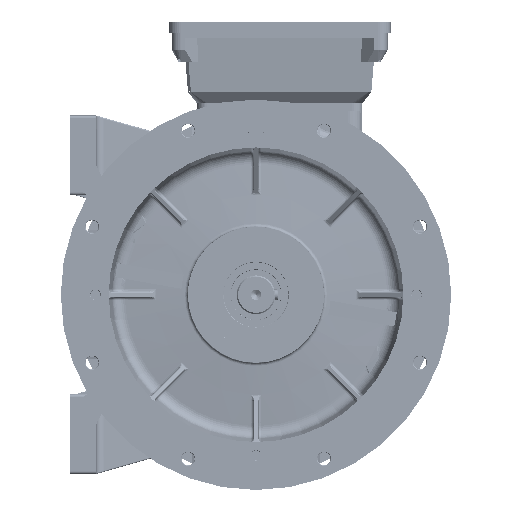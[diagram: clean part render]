
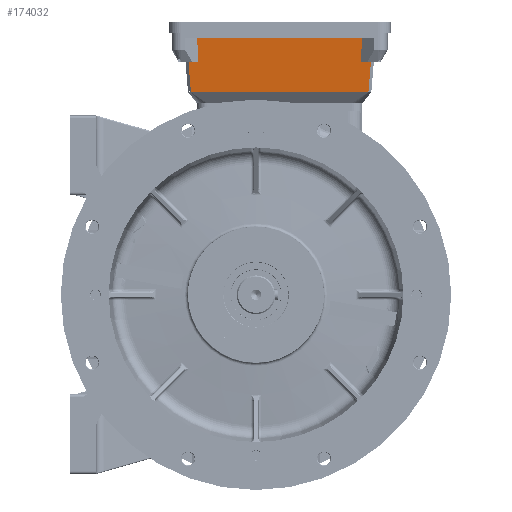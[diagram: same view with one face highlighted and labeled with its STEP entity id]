
A CAD part, left-side view. The second image highlights one B-rep face of the part: STEP entity #174032.
In plain terms, the highlighted face is planar.
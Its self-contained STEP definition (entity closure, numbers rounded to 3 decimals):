
#1342 = DIRECTION ( 'NONE',  ( -0.082, 0.082, -0.993 ) ) ;
#4262 = CARTESIAN_POINT ( 'NONE',  ( 297.5, -20.58, 97.7 ) ) ;
#4641 = ORIENTED_EDGE ( 'NONE', *, *, #250137, .F. ) ;
#7236 = LINE ( 'NONE', #4262, #218004 ) ;
#8018 = CARTESIAN_POINT ( 'NONE',  ( 0.127, -22.5, 121. ) ) ;
#16779 = ORIENTED_EDGE ( 'NONE', *, *, #156645, .F. ) ;
#17523 = ORIENTED_EDGE ( 'NONE', *, *, #232413, .T. ) ;
#27197 = VERTEX_POINT ( 'NONE', #8018 ) ;
#28513 = VERTEX_POINT ( 'NONE', #73741 ) ;
#32867 = ORIENTED_EDGE ( 'NONE', *, *, #190118, .F. ) ;
#36891 = CARTESIAN_POINT ( 'NONE',  ( 290., -15., 30. ) ) ;
#51434 = EDGE_LOOP ( 'NONE', ( #98010, #111954, #120140, #17523, #4641, #149958, #16779, #32867 ) ) ;
#56465 = CARTESIAN_POINT ( 'NONE',  ( 297.5, -22.5, 121. ) ) ;
#57858 = EDGE_CURVE ( 'NONE', #28513, #75524, #229405, .T. ) ;
#60916 = PLANE ( 'NONE',  #159935 ) ;
#73741 = CARTESIAN_POINT ( 'NONE',  ( -10., -15., 30. ) ) ;
#75524 = VERTEX_POINT ( 'NONE', #109437 ) ;
#87773 = DIRECTION ( 'NONE',  ( -1., 0., 0. ) ) ;
#88962 = VECTOR ( 'NONE', #87773, 1000. ) ;
#92852 = CARTESIAN_POINT ( 'NONE',  ( 279.991, -22.618, 122.433 ) ) ;
#98010 = ORIENTED_EDGE ( 'NONE', *, *, #129105, .F. ) ;
#101323 = VERTEX_POINT ( 'NONE', #183256 ) ;
#103695 = LINE ( 'NONE', #286679, #295674 ) ;
#105518 = VERTEX_POINT ( 'NONE', #131810 ) ;
#107246 = VERTEX_POINT ( 'NONE', #240470 ) ;
#109437 = CARTESIAN_POINT ( 'NONE',  ( -15.58, -20.58, 97.7 ) ) ;
#111954 = ORIENTED_EDGE ( 'NONE', *, *, #57858, .F. ) ;
#112753 = VECTOR ( 'NONE', #265947, 1000. ) ;
#120140 = ORIENTED_EDGE ( 'NONE', *, *, #289397, .F. ) ;
#120425 = VECTOR ( 'NONE', #152203, 1000. ) ;
#129105 = EDGE_CURVE ( 'NONE', #75524, #105518, #103695, .T. ) ;
#131810 = CARTESIAN_POINT ( 'NONE',  ( 2.048, -20.58, 97.7 ) ) ;
#136132 = CARTESIAN_POINT ( 'NONE',  ( -17.5, -22.5, 121. ) ) ;
#143980 = VECTOR ( 'NONE', #1342, 1000. ) ;
#145206 = DIRECTION ( 'NONE',  ( 1., 0., 0. ) ) ;
#149958 = ORIENTED_EDGE ( 'NONE', *, *, #237938, .F. ) ;
#152203 = DIRECTION ( 'NONE',  ( 0.082, -0.082, 0.993 ) ) ;
#156645 = EDGE_CURVE ( 'NONE', #27197, #292437, #250214, .T. ) ;
#159935 = AXIS2_PLACEMENT_3D ( 'NONE', #56465, #243908, #176369 ) ;
#162652 = DIRECTION ( 'NONE',  ( 1., 0., 0. ) ) ;
#174032 = ADVANCED_FACE ( 'NONE', ( #261994 ), #60916, .F. ) ;
#176369 = DIRECTION ( 'NONE',  ( 0., -0.082, 0.997 ) ) ;
#181722 = LINE ( 'NONE', #243741, #120425 ) ;
#183256 = CARTESIAN_POINT ( 'NONE',  ( 277.952, -20.58, 97.7 ) ) ;
#190118 = EDGE_CURVE ( 'NONE', #105518, #27197, #201924, .T. ) ;
#201924 = LINE ( 'NONE', #293446, #206652 ) ;
#202475 = LINE ( 'NONE', #92852, #143980 ) ;
#205417 = CARTESIAN_POINT ( 'NONE',  ( -10., -15., 30. ) ) ;
#206652 = VECTOR ( 'NONE', #221485, 1000. ) ;
#218004 = VECTOR ( 'NONE', #145206, 1000. ) ;
#221485 = DIRECTION ( 'NONE',  ( -0.082, -0.082, 0.993 ) ) ;
#229405 = LINE ( 'NONE', #205417, #112753 ) ;
#232413 = EDGE_CURVE ( 'NONE', #286057, #107246, #181722, .T. ) ;
#237938 = EDGE_CURVE ( 'NONE', #292437, #101323, #202475, .T. ) ;
#240470 = CARTESIAN_POINT ( 'NONE',  ( 295.58, -20.58, 97.7 ) ) ;
#243741 = CARTESIAN_POINT ( 'NONE',  ( 290., -15., 30. ) ) ;
#243908 = DIRECTION ( 'NONE',  ( 0., 0.997, 0.082 ) ) ;
#250137 = EDGE_CURVE ( 'NONE', #101323, #107246, #7236, .T. ) ;
#250214 = LINE ( 'NONE', #136132, #274324 ) ;
#253134 = CARTESIAN_POINT ( 'NONE',  ( 279.873, -22.5, 121. ) ) ;
#261268 = CARTESIAN_POINT ( 'NONE',  ( 290., -15., 30. ) ) ;
#261994 = FACE_OUTER_BOUND ( 'NONE', #51434, .T. ) ;
#265947 = DIRECTION ( 'NONE',  ( -0.082, -0.082, 0.993 ) ) ;
#274324 = VECTOR ( 'NONE', #275646, 1000. ) ;
#275646 = DIRECTION ( 'NONE',  ( 1., 0., 0. ) ) ;
#286057 = VERTEX_POINT ( 'NONE', #261268 ) ;
#286679 = CARTESIAN_POINT ( 'NONE',  ( 297.5, -20.58, 97.7 ) ) ;
#289397 = EDGE_CURVE ( 'NONE', #286057, #28513, #290405, .T. ) ;
#290405 = LINE ( 'NONE', #36891, #88962 ) ;
#292437 = VERTEX_POINT ( 'NONE', #253134 ) ;
#293446 = CARTESIAN_POINT ( 'NONE',  ( 2.12, -20.507, 96.82 ) ) ;
#295674 = VECTOR ( 'NONE', #162652, 1000. ) ;
